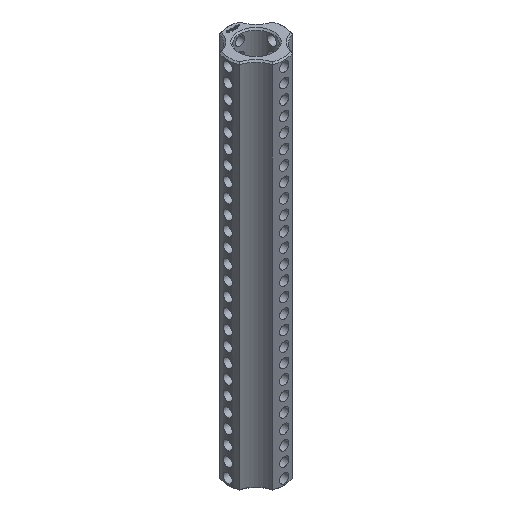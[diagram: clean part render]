
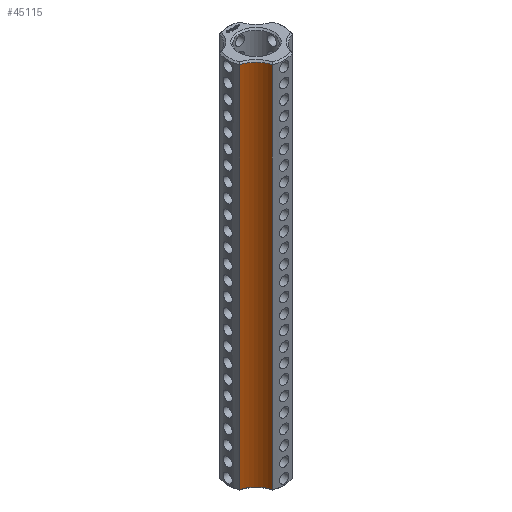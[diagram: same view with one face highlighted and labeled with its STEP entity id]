
A CAD part, isometric view. The second image highlights one B-rep face of the part: STEP entity #45115.
In plain terms, the highlighted cylindrical face has radius 5 mm (diameter 10 mm), a partial arc.
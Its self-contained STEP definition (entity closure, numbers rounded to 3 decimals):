
#5675 = CYLINDRICAL_SURFACE('',#5676,6.25);
#5676 = AXIS2_PLACEMENT_3D('',#5677,#5678,#5679);
#5677 = CARTESIAN_POINT('',(0.,0.,0.));
#5678 = DIRECTION('',(-0.,-0.,-1.));
#5679 = DIRECTION('',(1.,0.,0.));
#12148 = EDGE_CURVE('',#12149,#12151,#12153,.T.);
#12149 = VERTEX_POINT('',#12150);
#12150 = CARTESIAN_POINT('',(-2.225,-5.841,0.3));
#12151 = VERTEX_POINT('',#12152);
#12152 = CARTESIAN_POINT('',(-2.225,-5.841,80.95));
#12153 = SURFACE_CURVE('',#12154,(#12158,#12165),.PCURVE_S1.);
#12154 = LINE('',#12155,#12156);
#12155 = CARTESIAN_POINT('',(-2.225,-5.841,0.));
#12156 = VECTOR('',#12157,1.);
#12157 = DIRECTION('',(0.,0.,1.));
#12158 = PCURVE('',#5675,#12159);
#12159 = DEFINITIONAL_REPRESENTATION('',(#12160),#12164);
#12160 = LINE('',#12161,#12162);
#12161 = CARTESIAN_POINT('',(-4.348,0.));
#12162 = VECTOR('',#12163,1.);
#12163 = DIRECTION('',(-0.,-1.));
#12164 = ( GEOMETRIC_REPRESENTATION_CONTEXT(2) 
PARAMETRIC_REPRESENTATION_CONTEXT() REPRESENTATION_CONTEXT('2D SPACE',''
  ) );
#12165 = PCURVE('',#12166,#12171);
#12166 = CYLINDRICAL_SURFACE('',#12167,5.);
#12167 = AXIS2_PLACEMENT_3D('',#12168,#12169,#12170);
#12168 = CARTESIAN_POINT('',(-7.071,-7.071,0.));
#12169 = DIRECTION('',(-0.,-0.,-1.));
#12170 = DIRECTION('',(1.,0.,0.));
#12171 = DEFINITIONAL_REPRESENTATION('',(#12172),#12176);
#12172 = LINE('',#12173,#12174);
#12173 = CARTESIAN_POINT('',(-0.249,0.));
#12174 = VECTOR('',#12175,1.);
#12175 = DIRECTION('',(-0.,-1.));
#12176 = ( GEOMETRIC_REPRESENTATION_CONTEXT(2) 
PARAMETRIC_REPRESENTATION_CONTEXT() REPRESENTATION_CONTEXT('2D SPACE',''
  ) );
#16681 = CONICAL_SURFACE('',#16682,5.,0.785);
#16682 = AXIS2_PLACEMENT_3D('',#16683,#16684,#16685);
#16683 = CARTESIAN_POINT('',(-7.071,-7.071,0.3));
#16684 = DIRECTION('',(-0.,-0.,-1.));
#16685 = DIRECTION('',(0.969,0.246,0.));
#16913 = CONICAL_SURFACE('',#16914,5.,0.785);
#16914 = AXIS2_PLACEMENT_3D('',#16915,#16916,#16917);
#16915 = CARTESIAN_POINT('',(-7.071,-7.071,80.95));
#16916 = DIRECTION('',(0.,0.,1.));
#16917 = DIRECTION('',(0.969,0.246,0.));
#45115 = ADVANCED_FACE('',(#45116),#12166,.F.);
#45116 = FACE_BOUND('',#45117,.T.);
#45117 = EDGE_LOOP('',(#45118,#45119,#45143,#45171));
#45118 = ORIENTED_EDGE('',*,*,#12148,.T.);
#45119 = ORIENTED_EDGE('',*,*,#45120,.T.);
#45120 = EDGE_CURVE('',#12151,#45121,#45123,.T.);
#45121 = VERTEX_POINT('',#45122);
#45122 = CARTESIAN_POINT('',(-5.841,-2.225,80.95));
#45123 = SURFACE_CURVE('',#45124,(#45129,#45136),.PCURVE_S1.);
#45124 = CIRCLE('',#45125,5.);
#45125 = AXIS2_PLACEMENT_3D('',#45126,#45127,#45128);
#45126 = CARTESIAN_POINT('',(-7.071,-7.071,80.95));
#45127 = DIRECTION('',(0.,-0.,1.));
#45128 = DIRECTION('',(0.969,0.246,0.));
#45129 = PCURVE('',#12166,#45130);
#45130 = DEFINITIONAL_REPRESENTATION('',(#45131),#45135);
#45131 = LINE('',#45132,#45133);
#45132 = CARTESIAN_POINT('',(-0.249,-80.95));
#45133 = VECTOR('',#45134,1.);
#45134 = DIRECTION('',(-1.,0.));
#45135 = ( GEOMETRIC_REPRESENTATION_CONTEXT(2) 
PARAMETRIC_REPRESENTATION_CONTEXT() REPRESENTATION_CONTEXT('2D SPACE',''
  ) );
#45136 = PCURVE('',#16913,#45137);
#45137 = DEFINITIONAL_REPRESENTATION('',(#45138),#45142);
#45138 = LINE('',#45139,#45140);
#45139 = CARTESIAN_POINT('',(0.,0.));
#45140 = VECTOR('',#45141,1.);
#45141 = DIRECTION('',(1.,0.));
#45142 = ( GEOMETRIC_REPRESENTATION_CONTEXT(2) 
PARAMETRIC_REPRESENTATION_CONTEXT() REPRESENTATION_CONTEXT('2D SPACE',''
  ) );
#45143 = ORIENTED_EDGE('',*,*,#45144,.F.);
#45144 = EDGE_CURVE('',#45145,#45121,#45147,.T.);
#45145 = VERTEX_POINT('',#45146);
#45146 = CARTESIAN_POINT('',(-5.841,-2.225,0.3));
#45147 = SURFACE_CURVE('',#45148,(#45152,#45159),.PCURVE_S1.);
#45148 = LINE('',#45149,#45150);
#45149 = CARTESIAN_POINT('',(-5.841,-2.225,0.));
#45150 = VECTOR('',#45151,1.);
#45151 = DIRECTION('',(0.,0.,1.));
#45152 = PCURVE('',#12166,#45153);
#45153 = DEFINITIONAL_REPRESENTATION('',(#45154),#45158);
#45154 = LINE('',#45155,#45156);
#45155 = CARTESIAN_POINT('',(-1.322,0.));
#45156 = VECTOR('',#45157,1.);
#45157 = DIRECTION('',(-0.,-1.));
#45158 = ( GEOMETRIC_REPRESENTATION_CONTEXT(2) 
PARAMETRIC_REPRESENTATION_CONTEXT() REPRESENTATION_CONTEXT('2D SPACE',''
  ) );
#45159 = PCURVE('',#45160,#45165);
#45160 = CYLINDRICAL_SURFACE('',#45161,6.25);
#45161 = AXIS2_PLACEMENT_3D('',#45162,#45163,#45164);
#45162 = CARTESIAN_POINT('',(0.,0.,0.));
#45163 = DIRECTION('',(-0.,-0.,-1.));
#45164 = DIRECTION('',(1.,0.,0.));
#45165 = DEFINITIONAL_REPRESENTATION('',(#45166),#45170);
#45166 = LINE('',#45167,#45168);
#45167 = CARTESIAN_POINT('',(-3.506,0.));
#45168 = VECTOR('',#45169,1.);
#45169 = DIRECTION('',(-0.,-1.));
#45170 = ( GEOMETRIC_REPRESENTATION_CONTEXT(2) 
PARAMETRIC_REPRESENTATION_CONTEXT() REPRESENTATION_CONTEXT('2D SPACE',''
  ) );
#45171 = ORIENTED_EDGE('',*,*,#45172,.F.);
#45172 = EDGE_CURVE('',#12149,#45145,#45173,.T.);
#45173 = SURFACE_CURVE('',#45174,(#45179,#45186),.PCURVE_S1.);
#45174 = CIRCLE('',#45175,5.);
#45175 = AXIS2_PLACEMENT_3D('',#45176,#45177,#45178);
#45176 = CARTESIAN_POINT('',(-7.071,-7.071,0.3));
#45177 = DIRECTION('',(0.,-0.,1.));
#45178 = DIRECTION('',(0.969,0.246,0.));
#45179 = PCURVE('',#12166,#45180);
#45180 = DEFINITIONAL_REPRESENTATION('',(#45181),#45185);
#45181 = LINE('',#45182,#45183);
#45182 = CARTESIAN_POINT('',(-0.249,-0.3));
#45183 = VECTOR('',#45184,1.);
#45184 = DIRECTION('',(-1.,0.));
#45185 = ( GEOMETRIC_REPRESENTATION_CONTEXT(2) 
PARAMETRIC_REPRESENTATION_CONTEXT() REPRESENTATION_CONTEXT('2D SPACE',''
  ) );
#45186 = PCURVE('',#16681,#45187);
#45187 = DEFINITIONAL_REPRESENTATION('',(#45188),#45192);
#45188 = LINE('',#45189,#45190);
#45189 = CARTESIAN_POINT('',(-0.,0.));
#45190 = VECTOR('',#45191,1.);
#45191 = DIRECTION('',(-1.,0.));
#45192 = ( GEOMETRIC_REPRESENTATION_CONTEXT(2) 
PARAMETRIC_REPRESENTATION_CONTEXT() REPRESENTATION_CONTEXT('2D SPACE',''
  ) );
